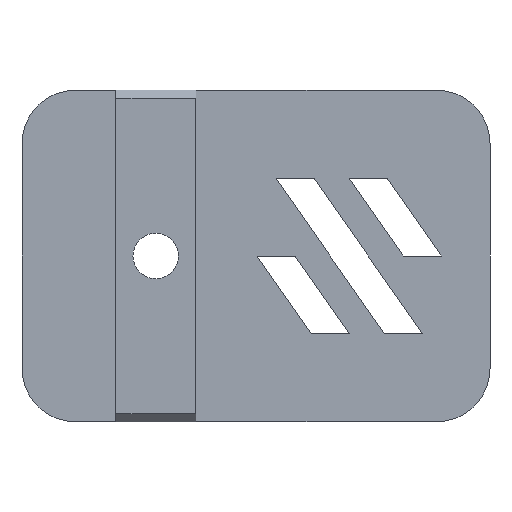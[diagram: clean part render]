
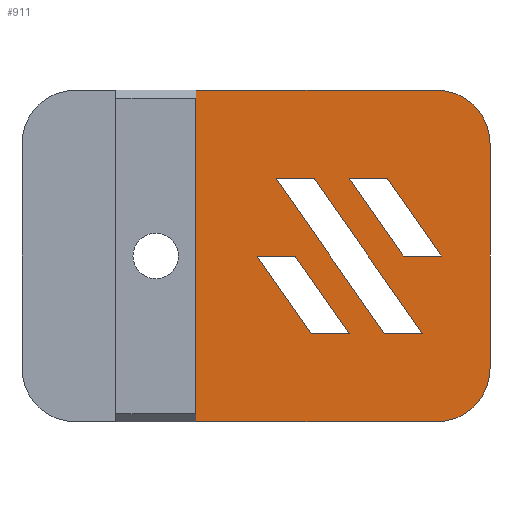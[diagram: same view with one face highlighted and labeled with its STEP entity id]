
A CAD part, front view. The second image highlights one B-rep face of the part: STEP entity #911.
In plain terms, the highlighted planar face has unit normal (0, -1, 0).
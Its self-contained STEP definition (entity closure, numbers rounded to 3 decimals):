
#30=FACE_BOUND('',#152,.T.);
#31=FACE_BOUND('',#153,.T.);
#32=FACE_BOUND('',#154,.T.);
#46=CIRCLE('',#991,4.);
#48=CIRCLE('',#996,4.);
#95=FACE_OUTER_BOUND('',#151,.T.);
#151=EDGE_LOOP('',(#782,#783,#784,#785,#786,#787));
#152=EDGE_LOOP('',(#788,#789,#790,#791));
#153=EDGE_LOOP('',(#792,#793,#794,#795));
#154=EDGE_LOOP('',(#796,#797,#798,#799));
#170=LINE('',#1270,#278);
#180=LINE('',#1290,#288);
#198=LINE('',#1326,#306);
#201=LINE('',#1331,#309);
#223=LINE('',#1387,#331);
#226=LINE('',#1392,#334);
#236=LINE('',#1413,#344);
#239=LINE('',#1418,#347);
#242=LINE('',#1432,#350);
#244=LINE('',#1435,#352);
#246=LINE('',#1439,#354);
#247=LINE('',#1441,#355);
#248=LINE('',#1444,#356);
#250=LINE('',#1447,#358);
#266=LINE('',#1491,#374);
#267=LINE('',#1492,#375);
#278=VECTOR('',#1019,10.);
#288=VECTOR('',#1035,10.);
#306=VECTOR('',#1063,10.);
#309=VECTOR('',#1068,10.);
#331=VECTOR('',#1112,10.);
#334=VECTOR('',#1117,10.);
#344=VECTOR('',#1137,10.);
#347=VECTOR('',#1142,10.);
#350=VECTOR('',#1159,10.);
#352=VECTOR('',#1163,10.);
#354=VECTOR('',#1167,10.);
#355=VECTOR('',#1170,10.);
#356=VECTOR('',#1173,10.);
#358=VECTOR('',#1177,10.);
#374=VECTOR('',#1233,10.);
#375=VECTOR('',#1234,10.);
#385=VERTEX_POINT('',#1267);
#386=VERTEX_POINT('',#1269);
#392=VERTEX_POINT('',#1287);
#393=VERTEX_POINT('',#1289);
#405=VERTEX_POINT('',#1323);
#406=VERTEX_POINT('',#1325);
#407=VERTEX_POINT('',#1329);
#429=VERTEX_POINT('',#1384);
#430=VERTEX_POINT('',#1386);
#431=VERTEX_POINT('',#1390);
#436=VERTEX_POINT('',#1410);
#437=VERTEX_POINT('',#1412);
#438=VERTEX_POINT('',#1416);
#442=VERTEX_POINT('',#1431);
#443=VERTEX_POINT('',#1437);
#444=VERTEX_POINT('',#1443);
#449=VERTEX_POINT('',#1475);
#452=VERTEX_POINT('',#1487);
#462=EDGE_CURVE('',#385,#386,#170,.T.);
#472=EDGE_CURVE('',#392,#393,#180,.T.);
#490=EDGE_CURVE('',#406,#405,#198,.T.);
#493=EDGE_CURVE('',#405,#407,#201,.T.);
#520=EDGE_CURVE('',#430,#429,#223,.T.);
#523=EDGE_CURVE('',#429,#431,#226,.T.);
#533=EDGE_CURVE('',#437,#436,#236,.T.);
#536=EDGE_CURVE('',#436,#438,#239,.T.);
#542=EDGE_CURVE('',#442,#437,#242,.T.);
#544=EDGE_CURVE('',#438,#442,#244,.T.);
#546=EDGE_CURVE('',#407,#443,#246,.T.);
#547=EDGE_CURVE('',#443,#406,#247,.T.);
#548=EDGE_CURVE('',#444,#430,#248,.T.);
#550=EDGE_CURVE('',#431,#444,#250,.T.);
#565=EDGE_CURVE('',#393,#449,#46,.T.);
#572=EDGE_CURVE('',#452,#385,#48,.T.);
#573=EDGE_CURVE('',#449,#452,#266,.T.);
#574=EDGE_CURVE('',#392,#386,#267,.T.);
#782=ORIENTED_EDGE('',*,*,#572,.F.);
#783=ORIENTED_EDGE('',*,*,#573,.F.);
#784=ORIENTED_EDGE('',*,*,#565,.F.);
#785=ORIENTED_EDGE('',*,*,#472,.F.);
#786=ORIENTED_EDGE('',*,*,#574,.T.);
#787=ORIENTED_EDGE('',*,*,#462,.F.);
#788=ORIENTED_EDGE('',*,*,#536,.T.);
#789=ORIENTED_EDGE('',*,*,#544,.T.);
#790=ORIENTED_EDGE('',*,*,#542,.T.);
#791=ORIENTED_EDGE('',*,*,#533,.T.);
#792=ORIENTED_EDGE('',*,*,#490,.T.);
#793=ORIENTED_EDGE('',*,*,#493,.T.);
#794=ORIENTED_EDGE('',*,*,#546,.T.);
#795=ORIENTED_EDGE('',*,*,#547,.T.);
#796=ORIENTED_EDGE('',*,*,#523,.T.);
#797=ORIENTED_EDGE('',*,*,#550,.T.);
#798=ORIENTED_EDGE('',*,*,#548,.T.);
#799=ORIENTED_EDGE('',*,*,#520,.T.);
#861=PLANE('',#997);
#911=ADVANCED_FACE('',(#95,#30,#31,#32),#861,.T.);
#991=AXIS2_PLACEMENT_3D('',#1476,#1214,#1215);
#996=AXIS2_PLACEMENT_3D('',#1489,#1229,#1230);
#997=AXIS2_PLACEMENT_3D('',#1490,#1231,#1232);
#1019=DIRECTION('',(-1.,0.,0.));
#1035=DIRECTION('',(1.,0.,0.));
#1063=DIRECTION('',(1.,0.,0.));
#1068=DIRECTION('',(0.574,0.,-0.819));
#1112=DIRECTION('',(-1.,0.,0.));
#1117=DIRECTION('',(-0.574,0.,0.819));
#1137=DIRECTION('',(-1.,0.,0.));
#1142=DIRECTION('',(-0.574,0.,0.819));
#1159=DIRECTION('',(0.574,0.,-0.819));
#1163=DIRECTION('',(1.,0.,0.));
#1167=DIRECTION('',(-1.,0.,0.));
#1170=DIRECTION('',(-0.574,0.,0.819));
#1173=DIRECTION('',(0.574,0.,-0.819));
#1177=DIRECTION('',(1.,0.,0.));
#1214=DIRECTION('center_axis',(0.,1.,0.));
#1215=DIRECTION('ref_axis',(0.707,0.,0.707));
#1229=DIRECTION('center_axis',(0.,1.,0.));
#1230=DIRECTION('ref_axis',(0.707,0.,-0.707));
#1231=DIRECTION('center_axis',(0.,-1.,0.));
#1232=DIRECTION('ref_axis',(0.,0.,-1.));
#1233=DIRECTION('',(0.,0.,-1.));
#1234=DIRECTION('',(0.,0.,-1.));
#1267=CARTESIAN_POINT('',(11.,4.,0.));
#1269=CARTESIAN_POINT('',(-7.02,4.,0.));
#1270=CARTESIAN_POINT('',(0.,4.,0.));
#1287=CARTESIAN_POINT('',(-7.02,4.,24.8));
#1289=CARTESIAN_POINT('',(11.,4.,24.8));
#1290=CARTESIAN_POINT('',(-20.,4.,24.8));
#1323=CARTESIAN_POINT('',(7.317,4.,18.17));
#1325=CARTESIAN_POINT('',(4.471,4.,18.17));
#1326=CARTESIAN_POINT('',(2.409,4.,18.17));
#1329=CARTESIAN_POINT('',(11.357,4.,12.4));
#1331=CARTESIAN_POINT('',(9.078,4.,15.655));
#1384=CARTESIAN_POINT('',(7.088,4.,6.63));
#1386=CARTESIAN_POINT('',(9.934,4.,6.63));
#1387=CARTESIAN_POINT('',(2.294,4.,6.63));
#1390=CARTESIAN_POINT('',(-0.992,4.,18.17));
#1392=CARTESIAN_POINT('',(0.115,4.,16.588));
#1410=CARTESIAN_POINT('',(1.625,4.,6.63));
#1412=CARTESIAN_POINT('',(4.471,4.,6.63));
#1413=CARTESIAN_POINT('',(-0.437,4.,6.63));
#1416=CARTESIAN_POINT('',(-2.415,4.,12.4));
#1418=CARTESIAN_POINT('',(-2.429,4.,12.42));
#1431=CARTESIAN_POINT('',(0.431,4.,12.4));
#1432=CARTESIAN_POINT('',(1.969,4.,10.204));
#1435=CARTESIAN_POINT('',(-1.034,4.,12.4));
#1437=CARTESIAN_POINT('',(8.511,4.,12.4));
#1439=CARTESIAN_POINT('',(3.006,4.,12.4));
#1441=CARTESIAN_POINT('',(4.68,4.,17.872));
#1443=CARTESIAN_POINT('',(1.854,4.,18.17));
#1444=CARTESIAN_POINT('',(6.534,4.,11.487));
#1447=CARTESIAN_POINT('',(-0.323,4.,18.17));
#1475=CARTESIAN_POINT('',(15.,4.,20.8));
#1476=CARTESIAN_POINT('Origin',(11.,4.,20.8));
#1487=CARTESIAN_POINT('',(15.,4.,4.));
#1489=CARTESIAN_POINT('Origin',(11.,4.,4.));
#1490=CARTESIAN_POINT('Origin',(-2.5,4.,12.4));
#1491=CARTESIAN_POINT('',(15.,4.,24.8));
#1492=CARTESIAN_POINT('',(-7.02,4.,6.2));
